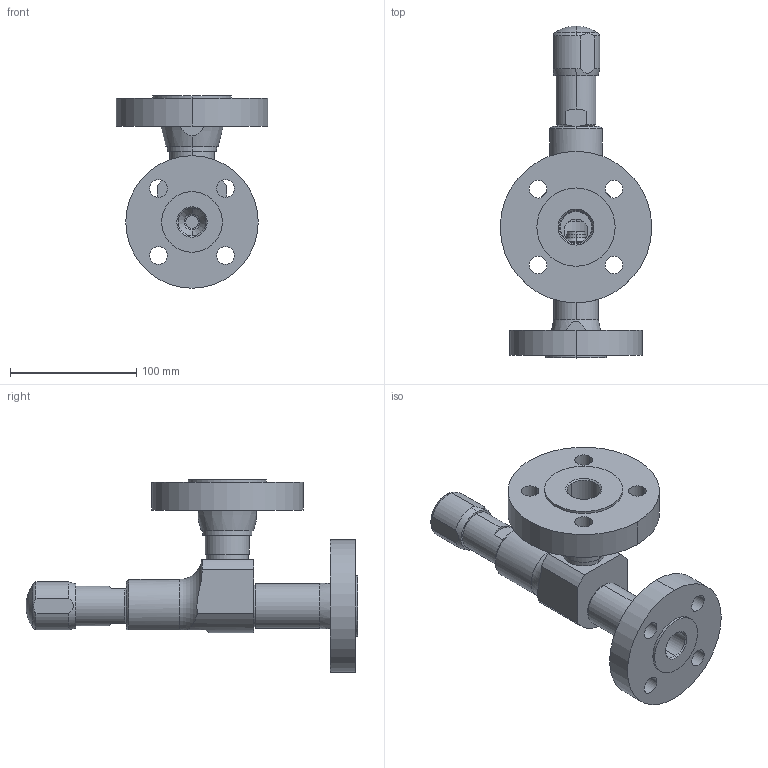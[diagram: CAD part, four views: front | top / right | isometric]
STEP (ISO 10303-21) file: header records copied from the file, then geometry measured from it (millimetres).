
FILE_DESCRIPTION((''),'2;1');
FILE_NAME('10000638712_G3D_000_ASM','2021-07-12T08:17:33',('SchmidtJ'),(''),'CREO PARAMETRIC BY PTC INC, 2020184','CREO PARAMETRIC BY PTC INC, 2020184','');
FILE_SCHEMA(('CONFIG_CONTROL_DESIGN'));
Length unit declared in the file: millimetre
Products named in the file (7): 10000581449_G3D_000; 10000581450_G3D_000; 10000596361_G3D_000; 10000581452_G3D_000; 10000581453_G3D_000; 10000581454_G3D_000; 10000638712_G3D_000_ASM
Assembly tree (6 placements, depth 2):
  10000638712_G3D_000_ASM
    10000581449_G3D_000
    10000581450_G3D_000
    10000596361_G3D_000
    10000581452_G3D_000
    10000581453_G3D_000
    10000581454_G3D_000
Bounding box: 120 x 263 x 152.5 mm (x, y, z)
Volume: 667361.8 mm3; surface area: 141865.7 mm2
Topology: 6 solids, 6 shells, 245 faces, 594 edges, 378 vertices
Faces by surface type: plane 104, cylinder 92, cone 32, torus 15, sphere 2
Entity records: 7670 total; most frequent: CARTESIAN_POINT 1573, DIRECTION 1321, ORIENTED_EDGE 1184, EDGE_CURVE 592, AXIS2_PLACEMENT_3D 511, VERTEX_POINT 378, VECTOR 299, LINE 299
